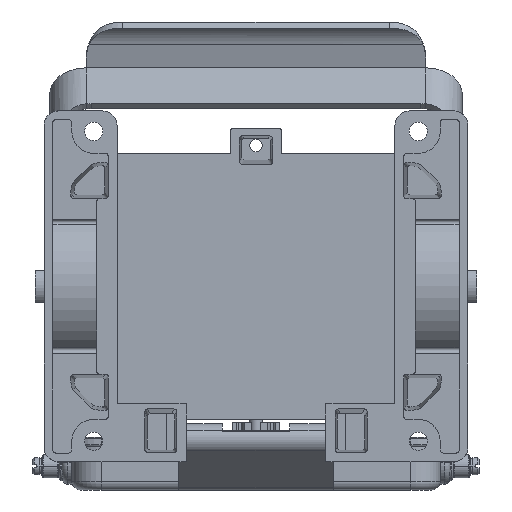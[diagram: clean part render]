
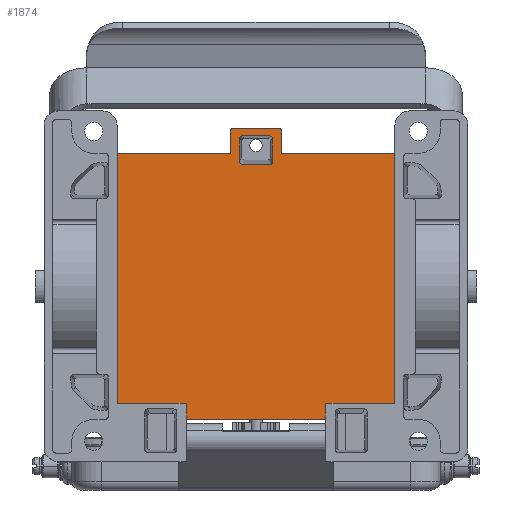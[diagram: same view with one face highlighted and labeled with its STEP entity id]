
A CAD part, front view. The second image highlights one B-rep face of the part: STEP entity #1874.
In plain terms, the highlighted planar face has unit normal (0, -1, 0).
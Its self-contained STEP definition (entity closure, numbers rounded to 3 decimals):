
#144=FACE_BOUND('',#4255,.T.);
#145=FACE_BOUND('',#4256,.T.);
#1112=ELLIPSE('',#17835,1.,1.);
#1113=ELLIPSE('',#17842,1.,1.);
#1137=ELLIPSE('',#17901,1.,1.);
#1138=ELLIPSE('',#17902,1.,1.);
#1139=ELLIPSE('',#17903,1.,1.);
#1140=ELLIPSE('',#17904,1.,1.);
#1324=PLANE('',#17905);
#1874=ADVANCED_FACE('87',(#144,#145),#1324,.F.);
#4255=EDGE_LOOP('',(#9108,#9109,#9110,#9111,#9112,#9113,#9114,#9115,#9116,
#9117,#9118,#9119,#9120,#9121));
#4256=EDGE_LOOP('',(#9122,#9123,#9124,#9125,#9126,#9127,#9128,#9129));
#5403=LINE('',#27871,#6803);
#5407=LINE('',#27885,#6807);
#5409=LINE('',#27889,#6809);
#5466=LINE('',#28367,#6866);
#5467=LINE('',#28369,#6867);
#5468=LINE('',#28372,#6868);
#5469=LINE('',#28373,#6869);
#5470=LINE('',#28374,#6870);
#5471=LINE('',#28376,#6871);
#5472=LINE('',#28378,#6872);
#5473=LINE('',#28380,#6873);
#5474=LINE('',#28382,#6874);
#5475=LINE('',#28386,#6875);
#5476=LINE('',#28390,#6876);
#5477=LINE('',#28394,#6877);
#5478=LINE('',#28398,#6878);
#6803=VECTOR('',#20229,1.);
#6807=VECTOR('',#20247,1.);
#6809=VECTOR('',#20251,1.);
#6866=VECTOR('',#20418,1.);
#6867=VECTOR('',#20421,1.);
#6868=VECTOR('',#20422,1.);
#6869=VECTOR('',#20423,1.);
#6870=VECTOR('',#20424,1.);
#6871=VECTOR('',#20425,1.);
#6872=VECTOR('',#20426,1.);
#6873=VECTOR('',#20427,1.);
#6874=VECTOR('',#20428,1.);
#6875=VECTOR('',#20431,1.);
#6876=VECTOR('',#20434,1.);
#6877=VECTOR('',#20437,1.);
#6878=VECTOR('',#20440,1.);
#9108=ORIENTED_EDGE('',*,*,#15370,.F.);
#9109=ORIENTED_EDGE('',*,*,#15371,.T.);
#9110=ORIENTED_EDGE('',*,*,#15369,.F.);
#9111=ORIENTED_EDGE('',*,*,#15372,.T.);
#9112=ORIENTED_EDGE('',*,*,#15266,.F.);
#9113=ORIENTED_EDGE('',*,*,#15264,.T.);
#9114=ORIENTED_EDGE('',*,*,#15262,.T.);
#9115=ORIENTED_EDGE('',*,*,#15257,.T.);
#9116=ORIENTED_EDGE('',*,*,#15255,.T.);
#9117=ORIENTED_EDGE('',*,*,#15373,.F.);
#9118=ORIENTED_EDGE('',*,*,#15374,.F.);
#9119=ORIENTED_EDGE('',*,*,#15375,.F.);
#9120=ORIENTED_EDGE('',*,*,#15376,.T.);
#9121=ORIENTED_EDGE('',*,*,#15377,.F.);
#9122=ORIENTED_EDGE('',*,*,#15378,.T.);
#9123=ORIENTED_EDGE('',*,*,#15379,.F.);
#9124=ORIENTED_EDGE('',*,*,#15380,.T.);
#9125=ORIENTED_EDGE('',*,*,#15381,.T.);
#9126=ORIENTED_EDGE('',*,*,#15382,.T.);
#9127=ORIENTED_EDGE('',*,*,#15383,.T.);
#9128=ORIENTED_EDGE('',*,*,#15384,.T.);
#9129=ORIENTED_EDGE('',*,*,#15385,.F.);
#13441=VERTEX_POINT('',#27866);
#13442=VERTEX_POINT('',#27868);
#13443=VERTEX_POINT('',#27872);
#13445=VERTEX_POINT('',#27882);
#13446=VERTEX_POINT('',#27886);
#13447=VERTEX_POINT('',#27890);
#13528=VERTEX_POINT('',#28364);
#13529=VERTEX_POINT('',#28366);
#13530=VERTEX_POINT('',#28370);
#13531=VERTEX_POINT('',#28371);
#13532=VERTEX_POINT('',#28375);
#13533=VERTEX_POINT('',#28377);
#13534=VERTEX_POINT('',#28379);
#13535=VERTEX_POINT('',#28381);
#13536=VERTEX_POINT('',#28384);
#13537=VERTEX_POINT('',#28385);
#13538=VERTEX_POINT('',#28387);
#13539=VERTEX_POINT('',#28389);
#13540=VERTEX_POINT('',#28391);
#13541=VERTEX_POINT('',#28393);
#13542=VERTEX_POINT('',#28395);
#13543=VERTEX_POINT('',#28397);
#15255=EDGE_CURVE('1216',#13442,#13441,#1112,.T.);
#15257=EDGE_CURVE('1217',#13443,#13442,#5403,.T.);
#15262=EDGE_CURVE('1215',#13445,#13443,#1113,.T.);
#15264=EDGE_CURVE('1218',#13446,#13445,#5407,.T.);
#15266=EDGE_CURVE('1214',#13446,#13447,#5409,.T.);
#15369=EDGE_CURVE('1257',#13529,#13528,#5466,.T.);
#15370=EDGE_CURVE('1269',#13530,#13531,#5467,.T.);
#15371=EDGE_CURVE('1258',#13530,#13528,#5468,.T.);
#15372=EDGE_CURVE('1264',#13529,#13447,#5469,.T.);
#15373=EDGE_CURVE('1219',#13532,#13441,#5470,.T.);
#15374=EDGE_CURVE('1213',#13533,#13532,#5471,.T.);
#15375=EDGE_CURVE('1263',#13534,#13533,#5472,.T.);
#15376=EDGE_CURVE('1256',#13534,#13535,#5473,.T.);
#15377=EDGE_CURVE('1255',#13531,#13535,#5474,.T.);
#15378=EDGE_CURVE('1312',#13536,#13537,#1137,.T.);
#15379=EDGE_CURVE('1309',#13538,#13537,#5475,.T.);
#15380=EDGE_CURVE('1313',#13538,#13539,#1138,.T.);
#15381=EDGE_CURVE('1307',#13539,#13540,#5476,.T.);
#15382=EDGE_CURVE('1310',#13540,#13541,#1139,.T.);
#15383=EDGE_CURVE('1308',#13541,#13542,#5477,.T.);
#15384=EDGE_CURVE('1311',#13542,#13543,#1140,.T.);
#15385=EDGE_CURVE('1306',#13536,#13543,#5478,.T.);
#17835=AXIS2_PLACEMENT_3D('',#27867,#20224,#20225);
#17842=AXIS2_PLACEMENT_3D('',#27881,#20242,#20243);
#17901=AXIS2_PLACEMENT_3D('',#28383,#20429,#20430);
#17902=AXIS2_PLACEMENT_3D('',#28388,#20432,#20433);
#17903=AXIS2_PLACEMENT_3D('',#28392,#20435,#20436);
#17904=AXIS2_PLACEMENT_3D('',#28396,#20438,#20439);
#17905=AXIS2_PLACEMENT_3D('',#28399,#20441,#20442);
#20224=DIRECTION('',(0.,-1.,0.));
#20225=DIRECTION('',(0.707,0.,-0.707));
#20229=DIRECTION('',(-1.,0.,0.));
#20242=DIRECTION('',(0.,-1.,0.));
#20243=DIRECTION('',(0.707,0.,0.707));
#20247=DIRECTION('',(0.,0.,1.));
#20251=DIRECTION('',(1.,0.,0.));
#20418=DIRECTION('',(-1.,0.,0.));
#20421=DIRECTION('',(-1.,0.,0.));
#20422=DIRECTION('',(0.,0.,1.));
#20423=DIRECTION('',(0.,0.,1.));
#20424=DIRECTION('',(0.,0.,1.));
#20425=DIRECTION('',(1.,0.,0.));
#20426=DIRECTION('',(0.,0.,1.));
#20427=DIRECTION('',(1.,0.,0.));
#20428=DIRECTION('',(0.,0.,1.));
#20429=DIRECTION('',(0.,1.,0.));
#20430=DIRECTION('',(0.707,0.,-0.707));
#20431=DIRECTION('',(-1.,0.,0.));
#20432=DIRECTION('',(0.,1.,0.));
#20433=DIRECTION('',(0.707,0.,0.707));
#20434=DIRECTION('',(0.,0.,-1.));
#20435=DIRECTION('',(0.,1.,0.));
#20436=DIRECTION('',(-0.447,0.,0.894));
#20437=DIRECTION('',(-1.,0.,0.));
#20438=DIRECTION('',(0.,1.,0.));
#20439=DIRECTION('',(-0.447,0.,-0.894));
#20440=DIRECTION('',(0.,0.,-1.));
#20441=DIRECTION('',(0.,1.,0.));
#20442=DIRECTION('',(1.,0.,0.));
#27866=CARTESIAN_POINT('',(-8.812,0.,53.012));
#27867=CARTESIAN_POINT('',(-7.812,0.,53.012));
#27868=CARTESIAN_POINT('',(-7.812,0.,54.012));
#27871=CARTESIAN_POINT('',(7.812,0.,54.012));
#27872=CARTESIAN_POINT('',(7.812,0.,54.012));
#27881=CARTESIAN_POINT('',(7.812,0.,53.012));
#27882=CARTESIAN_POINT('',(8.812,0.,53.012));
#27885=CARTESIAN_POINT('',(8.812,0.,45.462));
#27886=CARTESIAN_POINT('',(8.812,0.,45.462));
#27889=CARTESIAN_POINT('',(8.812,0.,45.462));
#27890=CARTESIAN_POINT('',(47.5,0.,45.462));
#28364=CARTESIAN_POINT('',(23.909,0.,-40.));
#28366=CARTESIAN_POINT('',(47.5,0.,-40.));
#28367=CARTESIAN_POINT('',(47.5,0.,-40.));
#28369=CARTESIAN_POINT('',(0.,0.,-45.462));
#28370=CARTESIAN_POINT('',(23.913,0.,-45.462));
#28371=CARTESIAN_POINT('',(-23.913,0.,-45.462));
#28372=CARTESIAN_POINT('',(23.909,0.,0.));
#28373=CARTESIAN_POINT('',(47.5,0.,-40.));
#28374=CARTESIAN_POINT('',(-8.812,0.,45.462));
#28375=CARTESIAN_POINT('',(-8.812,0.,45.462));
#28376=CARTESIAN_POINT('',(-47.5,0.,45.462));
#28377=CARTESIAN_POINT('',(-47.5,0.,45.462));
#28378=CARTESIAN_POINT('',(-47.5,0.,-40.));
#28379=CARTESIAN_POINT('',(-47.5,0.,-40.));
#28380=CARTESIAN_POINT('',(-47.5,0.,-40.));
#28381=CARTESIAN_POINT('',(-23.909,0.,-40.));
#28382=CARTESIAN_POINT('',(-23.909,0.,-45.47));
#28383=CARTESIAN_POINT('',(-4.742,0.,50.442));
#28384=CARTESIAN_POINT('',(-5.742,0.,50.442));
#28385=CARTESIAN_POINT('',(-4.742,0.,51.442));
#28386=CARTESIAN_POINT('',(4.742,0.,51.442));
#28387=CARTESIAN_POINT('',(4.742,0.,51.442));
#28388=CARTESIAN_POINT('',(4.742,0.,50.442));
#28389=CARTESIAN_POINT('',(5.742,0.,50.442));
#28390=CARTESIAN_POINT('',(5.742,0.,50.442));
#28391=CARTESIAN_POINT('',(5.742,0.,42.716));
#28392=CARTESIAN_POINT('',(4.742,0.,42.716));
#28393=CARTESIAN_POINT('',(4.742,0.,41.716));
#28394=CARTESIAN_POINT('',(4.742,0.,41.716));
#28395=CARTESIAN_POINT('',(-4.742,0.,41.716));
#28396=CARTESIAN_POINT('',(-4.742,0.,42.716));
#28397=CARTESIAN_POINT('',(-5.742,0.,42.716));
#28398=CARTESIAN_POINT('',(-5.742,0.,50.442));
#28399=CARTESIAN_POINT('',(0.,0.,0.));
